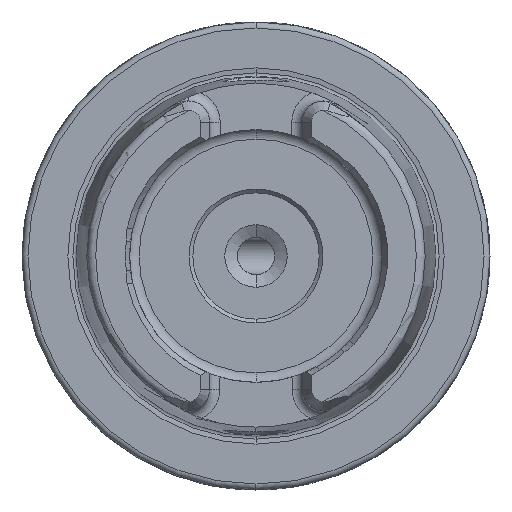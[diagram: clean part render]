
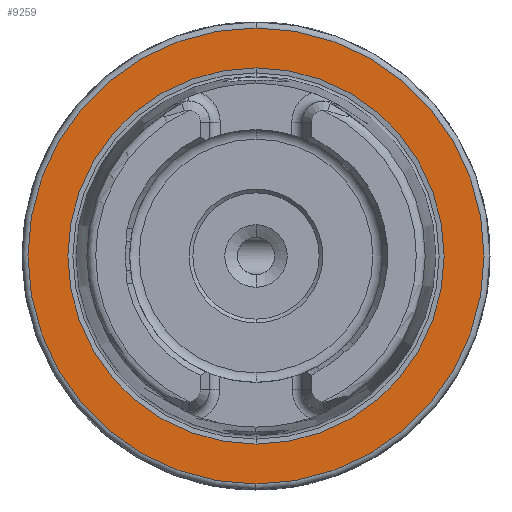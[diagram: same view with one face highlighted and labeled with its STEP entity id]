
A CAD part, left-side view. The second image highlights one B-rep face of the part: STEP entity #9259.
In plain terms, the highlighted planar face has unit normal (-1, 0, 0).
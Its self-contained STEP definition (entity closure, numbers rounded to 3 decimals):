
#103 = ORIENTED_EDGE ( 'NONE', *, *, #7404, .F. ) ;
#523 = ORIENTED_EDGE ( 'NONE', *, *, #4381, .T. ) ;
#529 = CARTESIAN_POINT ( 'NONE',  ( 0., 0., 25.324 ) ) ;
#1766 = AXIS2_PLACEMENT_3D ( 'NONE', #12711, #9055, #6758 ) ;
#2248 = CARTESIAN_POINT ( 'NONE',  ( 0., 0., -25.324 ) ) ;
#2266 = VERTEX_POINT ( 'NONE', #2248 ) ;
#3408 = CARTESIAN_POINT ( 'NONE',  ( 0., 0., 0. ) ) ;
#3655 = EDGE_LOOP ( 'NONE', ( #523, #8826 ) ) ;
#3799 = DIRECTION ( 'NONE',  ( -1., 0., 0. ) ) ;
#4381 = EDGE_CURVE ( 'NONE', #15134, #13011, #13166, .T. ) ;
#4459 = CARTESIAN_POINT ( 'NONE',  ( 0., 0., -30.7 ) ) ;
#4619 = CARTESIAN_POINT ( 'NONE',  ( 0., 0., 0. ) ) ;
#5199 = PLANE ( 'NONE',  #9733 ) ;
#5585 = CIRCLE ( 'NONE', #12532, 25.324 ) ;
#6430 = CARTESIAN_POINT ( 'NONE',  ( 0., 30.7, 0. ) ) ;
#6758 = DIRECTION ( 'NONE',  ( 0., 0., 1. ) ) ;
#6969 = FACE_BOUND ( 'NONE', #12748, .T. ) ;
#7147 = CARTESIAN_POINT ( 'NONE',  ( 0., 0., 30.7 ) ) ;
#7179 = DIRECTION ( 'NONE',  ( 0., 0., 1. ) ) ;
#7392 = VERTEX_POINT ( 'NONE', #529 ) ;
#7404 = EDGE_CURVE ( 'NONE', #7392, #2266, #12599, .T. ) ;
#8151 = AXIS2_PLACEMENT_3D ( 'NONE', #3408, #14540, #7179 ) ;
#8826 = ORIENTED_EDGE ( 'NONE', *, *, #15544, .T. ) ;
#9055 = DIRECTION ( 'NONE',  ( -1., 0., 0. ) ) ;
#9259 = ADVANCED_FACE ( 'NONE', ( #6969, #15830 ), #5199, .F. ) ;
#9450 = DIRECTION ( 'NONE',  ( -1., 0., 0. ) ) ;
#9733 = AXIS2_PLACEMENT_3D ( 'NONE', #6430, #11105, #14008 ) ;
#10743 = EDGE_CURVE ( 'NONE', #2266, #7392, #5585, .T. ) ;
#11004 = CIRCLE ( 'NONE', #8151, 30.7 ) ;
#11105 = DIRECTION ( 'NONE',  ( 1., 0., 0. ) ) ;
#11151 = CARTESIAN_POINT ( 'NONE',  ( 0., 0., 0. ) ) ;
#11304 = AXIS2_PLACEMENT_3D ( 'NONE', #4619, #9450, #15658 ) ;
#12532 = AXIS2_PLACEMENT_3D ( 'NONE', #11151, #3799, #14987 ) ;
#12599 = CIRCLE ( 'NONE', #1766, 25.324 ) ;
#12711 = CARTESIAN_POINT ( 'NONE',  ( 0., 0., 0. ) ) ;
#12748 = EDGE_LOOP ( 'NONE', ( #103, #14563 ) ) ;
#13011 = VERTEX_POINT ( 'NONE', #4459 ) ;
#13166 = CIRCLE ( 'NONE', #11304, 30.7 ) ;
#14008 = DIRECTION ( 'NONE',  ( 0., 0., -1. ) ) ;
#14540 = DIRECTION ( 'NONE',  ( -1., 0., 0. ) ) ;
#14563 = ORIENTED_EDGE ( 'NONE', *, *, #10743, .F. ) ;
#14987 = DIRECTION ( 'NONE',  ( 0., 0., 1. ) ) ;
#15134 = VERTEX_POINT ( 'NONE', #7147 ) ;
#15544 = EDGE_CURVE ( 'NONE', #13011, #15134, #11004, .T. ) ;
#15658 = DIRECTION ( 'NONE',  ( 0., 0., 1. ) ) ;
#15830 = FACE_OUTER_BOUND ( 'NONE', #3655, .T. ) ;
